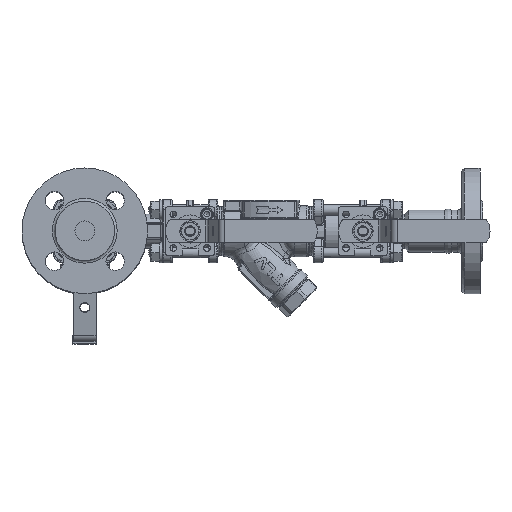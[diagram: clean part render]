
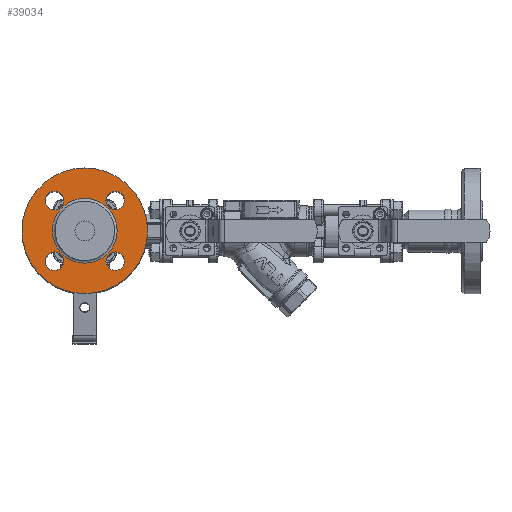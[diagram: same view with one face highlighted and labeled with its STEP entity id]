
A CAD part, top view. The second image highlights one B-rep face of the part: STEP entity #39034.
In plain terms, the highlighted planar face has unit normal (0, 0, 1).
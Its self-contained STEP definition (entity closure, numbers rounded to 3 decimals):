
#8220=FACE_BOUND('',#10930,.T.);
#8221=FACE_BOUND('',#10931,.T.);
#8222=FACE_BOUND('',#10932,.T.);
#8223=FACE_BOUND('',#10933,.T.);
#8224=FACE_BOUND('',#10934,.T.);
#8473=FACE_OUTER_BOUND('',#10929,.T.);
#10929=EDGE_LOOP('',(#26079,#26080));
#10930=EDGE_LOOP('',(#26081,#26082));
#10931=EDGE_LOOP('',(#26083,#26084));
#10932=EDGE_LOOP('',(#26085,#26086));
#10933=EDGE_LOOP('',(#26087,#26088));
#10934=EDGE_LOOP('',(#26089));
#13622=CIRCLE('',#41594,24.5);
#13623=CIRCLE('',#41596,47.5);
#13624=CIRCLE('',#41597,47.5);
#13625=CIRCLE('',#41598,7.);
#13626=CIRCLE('',#41599,7.);
#13627=CIRCLE('',#41600,7.);
#13628=CIRCLE('',#41601,7.);
#13629=CIRCLE('',#41602,7.);
#13630=CIRCLE('',#41603,7.);
#13631=CIRCLE('',#41604,7.);
#13632=CIRCLE('',#41605,7.);
#16048=VERTEX_POINT('',#58415);
#16049=VERTEX_POINT('',#58419);
#16050=VERTEX_POINT('',#58420);
#16051=VERTEX_POINT('',#58423);
#16052=VERTEX_POINT('',#58424);
#16053=VERTEX_POINT('',#58427);
#16054=VERTEX_POINT('',#58428);
#16055=VERTEX_POINT('',#58431);
#16056=VERTEX_POINT('',#58432);
#16057=VERTEX_POINT('',#58435);
#16058=VERTEX_POINT('',#58436);
#19841=EDGE_CURVE('',#16048,#16048,#13622,.T.);
#19842=EDGE_CURVE('',#16049,#16050,#13623,.T.);
#19843=EDGE_CURVE('',#16050,#16049,#13624,.T.);
#19844=EDGE_CURVE('',#16051,#16052,#13625,.T.);
#19845=EDGE_CURVE('',#16052,#16051,#13626,.T.);
#19846=EDGE_CURVE('',#16053,#16054,#13627,.T.);
#19847=EDGE_CURVE('',#16054,#16053,#13628,.T.);
#19848=EDGE_CURVE('',#16055,#16056,#13629,.T.);
#19849=EDGE_CURVE('',#16056,#16055,#13630,.T.);
#19850=EDGE_CURVE('',#16057,#16058,#13631,.T.);
#19851=EDGE_CURVE('',#16058,#16057,#13632,.T.);
#26079=ORIENTED_EDGE('',*,*,#19842,.F.);
#26080=ORIENTED_EDGE('',*,*,#19843,.F.);
#26081=ORIENTED_EDGE('',*,*,#19844,.T.);
#26082=ORIENTED_EDGE('',*,*,#19845,.T.);
#26083=ORIENTED_EDGE('',*,*,#19846,.T.);
#26084=ORIENTED_EDGE('',*,*,#19847,.T.);
#26085=ORIENTED_EDGE('',*,*,#19848,.T.);
#26086=ORIENTED_EDGE('',*,*,#19849,.T.);
#26087=ORIENTED_EDGE('',*,*,#19850,.T.);
#26088=ORIENTED_EDGE('',*,*,#19851,.T.);
#26089=ORIENTED_EDGE('',*,*,#19841,.F.);
#38123=PLANE('',#41595);
#39034=ADVANCED_FACE('',(#8473,#8220,#8221,#8222,#8223,#8224),#38123,.F.);
#41594=AXIS2_PLACEMENT_3D('',#58417,#46593,#46594);
#41595=AXIS2_PLACEMENT_3D('',#58418,#46595,#46596);
#41596=AXIS2_PLACEMENT_3D('',#58421,#46597,#46598);
#41597=AXIS2_PLACEMENT_3D('',#58422,#46599,#46600);
#41598=AXIS2_PLACEMENT_3D('',#58425,#46601,#46602);
#41599=AXIS2_PLACEMENT_3D('',#58426,#46603,#46604);
#41600=AXIS2_PLACEMENT_3D('',#58429,#46605,#46606);
#41601=AXIS2_PLACEMENT_3D('',#58430,#46607,#46608);
#41602=AXIS2_PLACEMENT_3D('',#58433,#46609,#46610);
#41603=AXIS2_PLACEMENT_3D('',#58434,#46611,#46612);
#41604=AXIS2_PLACEMENT_3D('',#58437,#46613,#46614);
#41605=AXIS2_PLACEMENT_3D('',#58438,#46615,#46616);
#46593=DIRECTION('center_axis',(0.,0.,
1.));
#46594=DIRECTION('ref_axis',(1.,0.,0.));
#46595=DIRECTION('center_axis',(0.,0.,
-1.));
#46596=DIRECTION('ref_axis',(1.,0.,0.));
#46597=DIRECTION('center_axis',(0.,0.,
-1.));
#46598=DIRECTION('ref_axis',(1.,0.,0.));
#46599=DIRECTION('center_axis',(0.,0.,
-1.));
#46600=DIRECTION('ref_axis',(1.,0.,0.));
#46601=DIRECTION('center_axis',(0.,0.,
-1.));
#46602=DIRECTION('ref_axis',(-1.,0.,0.));
#46603=DIRECTION('center_axis',(0.,0.,
-1.));
#46604=DIRECTION('ref_axis',(-1.,0.,0.));
#46605=DIRECTION('center_axis',(0.,0.,
-1.));
#46606=DIRECTION('ref_axis',(0.,1.,0.));
#46607=DIRECTION('center_axis',(0.,0.,
-1.));
#46608=DIRECTION('ref_axis',(0.,1.,0.));
#46609=DIRECTION('center_axis',(0.,0.,
-1.));
#46610=DIRECTION('ref_axis',(1.,0.,0.));
#46611=DIRECTION('center_axis',(0.,0.,
-1.));
#46612=DIRECTION('ref_axis',(1.,0.,0.));
#46613=DIRECTION('center_axis',(0.,0.,
-1.));
#46614=DIRECTION('ref_axis',(0.,-1.,0.));
#46615=DIRECTION('center_axis',(0.,0.,
-1.));
#46616=DIRECTION('ref_axis',(0.,-1.,0.));
#58415=CARTESIAN_POINT('',(-329.672,-127.686,172.648));
#58417=CARTESIAN_POINT('Origin',(-305.172,-127.686,172.648));
#58418=CARTESIAN_POINT('Origin',(-305.172,-127.686,172.648));
#58419=CARTESIAN_POINT('',(-257.672,-127.686,172.648));
#58420=CARTESIAN_POINT('',(-352.672,-127.686,172.648));
#58421=CARTESIAN_POINT('Origin',(-305.172,-127.686,172.648));
#58422=CARTESIAN_POINT('Origin',(-305.172,-127.686,172.648));
#58423=CARTESIAN_POINT('',(-335.153,-150.667,172.648));
#58424=CARTESIAN_POINT('',(-321.153,-150.667,172.648));
#58425=CARTESIAN_POINT('Origin',(-328.153,-150.667,172.648));
#58426=CARTESIAN_POINT('Origin',(-328.153,-150.667,172.648));
#58427=CARTESIAN_POINT('',(-328.153,-97.705,172.648));
#58428=CARTESIAN_POINT('',(-328.153,-111.705,172.648));
#58429=CARTESIAN_POINT('Origin',(-328.153,-104.705,172.648));
#58430=CARTESIAN_POINT('Origin',(-328.153,-104.705,172.648));
#58431=CARTESIAN_POINT('',(-275.191,-104.705,172.648));
#58432=CARTESIAN_POINT('',(-289.191,-104.705,172.648));
#58433=CARTESIAN_POINT('Origin',(-282.191,-104.705,172.648));
#58434=CARTESIAN_POINT('Origin',(-282.191,-104.705,172.648));
#58435=CARTESIAN_POINT('',(-282.191,-157.667,172.648));
#58436=CARTESIAN_POINT('',(-282.191,-143.667,172.648));
#58437=CARTESIAN_POINT('Origin',(-282.191,-150.667,172.648));
#58438=CARTESIAN_POINT('Origin',(-282.191,-150.667,172.648));
